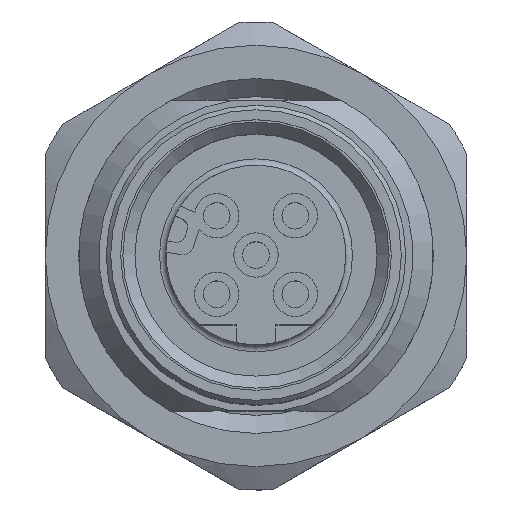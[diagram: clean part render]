
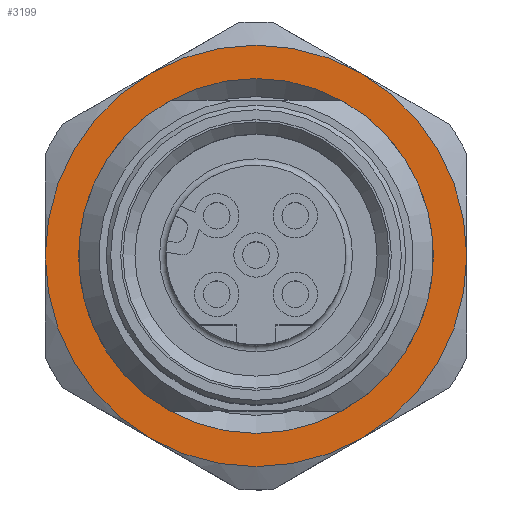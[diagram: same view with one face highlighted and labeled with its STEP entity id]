
A CAD part, top view. The second image highlights one B-rep face of the part: STEP entity #3199.
In plain terms, the highlighted planar face has unit normal (0, 0, 1).
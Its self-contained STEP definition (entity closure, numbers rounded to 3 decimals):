
#172=PLANE('',#3485);
#902=ORIENTED_EDGE('',*,*,#1255,.T.);
#903=ORIENTED_EDGE('',*,*,#1256,.F.);
#904=ORIENTED_EDGE('',*,*,#1257,.F.);
#905=ORIENTED_EDGE('',*,*,#1258,.F.);
#906=ORIENTED_EDGE('',*,*,#1259,.F.);
#907=ORIENTED_EDGE('',*,*,#1260,.F.);
#908=ORIENTED_EDGE('',*,*,#1261,.F.);
#1255=EDGE_CURVE('',#1488,#1488,#1643,.T.);
#1256=EDGE_CURVE('',#1489,#1490,#1644,.F.);
#1257=EDGE_CURVE('',#1491,#1489,#1645,.F.);
#1258=EDGE_CURVE('',#1492,#1491,#1646,.F.);
#1259=EDGE_CURVE('',#1493,#1492,#1647,.F.);
#1260=EDGE_CURVE('',#1494,#1493,#1648,.F.);
#1261=EDGE_CURVE('',#1490,#1494,#1649,.F.);
#1488=VERTEX_POINT('',#4913);
#1489=VERTEX_POINT('',#4915);
#1490=VERTEX_POINT('',#4916);
#1491=VERTEX_POINT('',#4918);
#1492=VERTEX_POINT('',#4920);
#1493=VERTEX_POINT('',#4922);
#1494=VERTEX_POINT('',#4924);
#1643=CIRCLE('',#3486,8.);
#1644=CIRCLE('',#3487,9.5);
#1645=CIRCLE('',#3488,9.5);
#1646=CIRCLE('',#3489,9.5);
#1647=CIRCLE('',#3490,9.5);
#1648=CIRCLE('',#3491,9.5);
#1649=CIRCLE('',#3492,9.5);
#1855=EDGE_LOOP('',(#902));
#1856=EDGE_LOOP('',(#903,#904,#905,#906,#907,#908));
#2073=FACE_BOUND('',#1855,.T.);
#2074=FACE_BOUND('',#1856,.T.);
#3199=ADVANCED_FACE('',(#2073,#2074),#172,.T.);
#3485=AXIS2_PLACEMENT_3D('',#4911,#4131,#4132);
#3486=AXIS2_PLACEMENT_3D('',#4912,#4133,#4134);
#3487=AXIS2_PLACEMENT_3D('',#4914,#4135,#4136);
#3488=AXIS2_PLACEMENT_3D('',#4917,#4137,#4138);
#3489=AXIS2_PLACEMENT_3D('',#4919,#4139,#4140);
#3490=AXIS2_PLACEMENT_3D('',#4921,#4141,#4142);
#3491=AXIS2_PLACEMENT_3D('',#4923,#4143,#4144);
#3492=AXIS2_PLACEMENT_3D('',#4925,#4145,#4146);
#4131=DIRECTION('',(0.,0.,1.));
#4132=DIRECTION('',(1.,0.,0.));
#4133=DIRECTION('',(0.,0.,-1.));
#4134=DIRECTION('',(-1.,0.,0.));
#4135=DIRECTION('',(0.,0.,1.));
#4136=DIRECTION('',(1.,0.,0.));
#4137=DIRECTION('',(0.,0.,1.));
#4138=DIRECTION('',(1.,0.,0.));
#4139=DIRECTION('',(0.,0.,1.));
#4140=DIRECTION('',(1.,0.,0.));
#4141=DIRECTION('',(0.,0.,1.));
#4142=DIRECTION('',(1.,0.,0.));
#4143=DIRECTION('',(0.,0.,1.));
#4144=DIRECTION('',(1.,0.,0.));
#4145=DIRECTION('',(0.,0.,1.));
#4146=DIRECTION('',(1.,0.,0.));
#4911=CARTESIAN_POINT('',(0.,0.,2.8));
#4912=CARTESIAN_POINT('',(0.,0.,2.8));
#4913=CARTESIAN_POINT('',(-8.,0.,2.8));
#4914=CARTESIAN_POINT('',(0.,0.,2.8));
#4915=CARTESIAN_POINT('',(4.75,-8.227,2.8));
#4916=CARTESIAN_POINT('',(-4.75,-8.227,2.8));
#4917=CARTESIAN_POINT('',(0.,0.,2.8));
#4918=CARTESIAN_POINT('',(9.5,0.,2.8));
#4919=CARTESIAN_POINT('',(0.,0.,2.8));
#4920=CARTESIAN_POINT('',(4.75,8.227,2.8));
#4921=CARTESIAN_POINT('',(0.,0.,2.8));
#4922=CARTESIAN_POINT('',(-4.75,8.227,2.8));
#4923=CARTESIAN_POINT('',(0.,0.,2.8));
#4924=CARTESIAN_POINT('',(-9.5,0.,2.8));
#4925=CARTESIAN_POINT('',(0.,0.,2.8));
